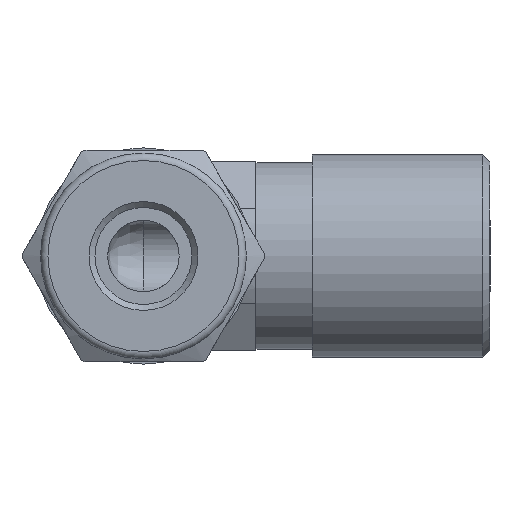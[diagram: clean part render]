
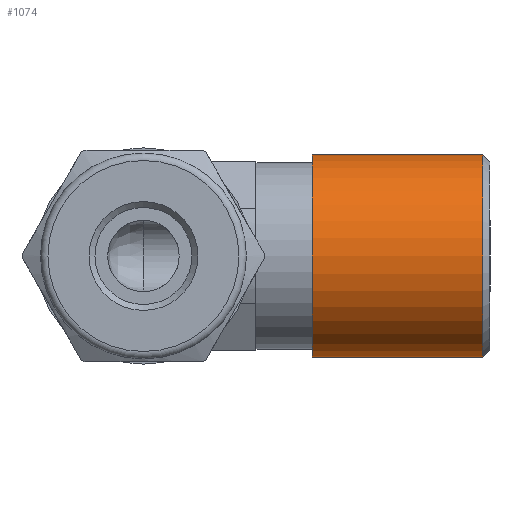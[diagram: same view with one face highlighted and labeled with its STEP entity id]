
A CAD part, left-side view. The second image highlights one B-rep face of the part: STEP entity #1074.
In plain terms, the highlighted cylindrical face has radius 6.85 mm (diameter 13.7 mm), a full revolution.
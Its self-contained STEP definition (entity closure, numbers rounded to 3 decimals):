
#53=CYLINDRICAL_SURFACE('',#1219,6.85);
#133=LINE('',#2074,#202);
#202=VECTOR('',#1538,6.85);
#305=FACE_OUTER_BOUND('',#380,.T.);
#380=EDGE_LOOP('',(#987,#988,#989,#990));
#450=CIRCLE('',#1217,6.85);
#452=CIRCLE('',#1220,6.85);
#546=VERTEX_POINT('',#2066);
#548=VERTEX_POINT('',#2072);
#694=EDGE_CURVE('',#546,#546,#450,.T.);
#697=EDGE_CURVE('',#548,#548,#452,.T.);
#698=EDGE_CURVE('',#548,#546,#133,.T.);
#987=ORIENTED_EDGE('',*,*,#697,.F.);
#988=ORIENTED_EDGE('',*,*,#698,.T.);
#989=ORIENTED_EDGE('',*,*,#694,.T.);
#990=ORIENTED_EDGE('',*,*,#698,.F.);
#1074=ADVANCED_FACE('',(#305),#53,.T.);
#1217=AXIS2_PLACEMENT_3D('',#2067,#1529,#1530);
#1219=AXIS2_PLACEMENT_3D('',#2071,#1534,#1535);
#1220=AXIS2_PLACEMENT_3D('',#2073,#1536,#1537);
#1529=DIRECTION('center_axis',(0.,1.,0.));
#1530=DIRECTION('ref_axis',(1.,0.,0.));
#1534=DIRECTION('center_axis',(0.,1.,0.));
#1535=DIRECTION('ref_axis',(-1.,0.,0.));
#1536=DIRECTION('center_axis',(0.,1.,0.));
#1537=DIRECTION('ref_axis',(1.,0.,0.));
#1538=DIRECTION('',(0.,-1.,0.));
#2066=CARTESIAN_POINT('',(6.85,-22.9,0.));
#2067=CARTESIAN_POINT('Origin',(0.,-22.9,0.));
#2071=CARTESIAN_POINT('Origin',(0.,-17.15,0.));
#2072=CARTESIAN_POINT('',(6.85,-11.4,0.));
#2073=CARTESIAN_POINT('Origin',(0.,-11.4,0.));
#2074=CARTESIAN_POINT('',(6.85,-17.15,0.));
